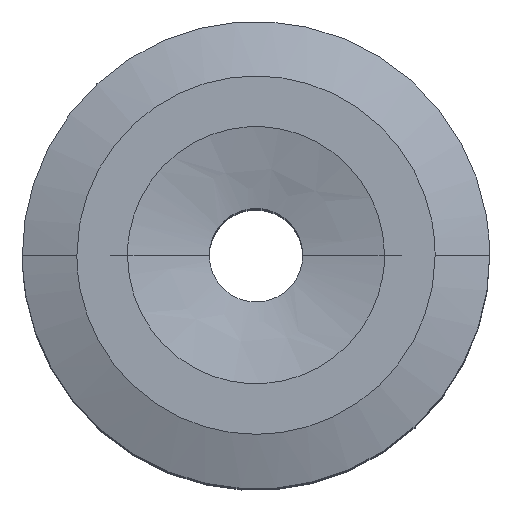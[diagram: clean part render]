
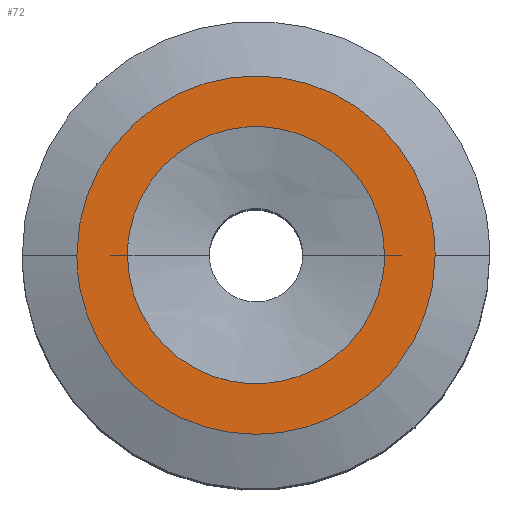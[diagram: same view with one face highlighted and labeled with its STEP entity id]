
A CAD part, top view. The second image highlights one B-rep face of the part: STEP entity #72.
In plain terms, the highlighted planar face has unit normal (0, 0, 1).
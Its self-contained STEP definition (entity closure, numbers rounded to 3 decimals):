
#16=FACE_BOUND('',#294,.T.);
#72=ADVANCED_FACE('',(#182,#16),#1342,.T.);
#182=FACE_OUTER_BOUND('',#293,.T.);
#293=EDGE_LOOP('',(#569,#570));
#294=EDGE_LOOP('',(#571,#572));
#569=ORIENTED_EDGE('',*,*,#901,.F.);
#570=ORIENTED_EDGE('',*,*,#896,.F.);
#571=ORIENTED_EDGE('',*,*,#956,.F.);
#572=ORIENTED_EDGE('',*,*,#897,.F.);
#896=EDGE_CURVE('',#1283,#1285,#1063,.T.);
#897=EDGE_CURVE('',#1284,#1314,#1064,.T.);
#901=EDGE_CURVE('',#1285,#1283,#1067,.T.);
#956=EDGE_CURVE('',#1314,#1284,#1122,.T.);
#1063=(
BOUNDED_CURVE()
B_SPLINE_CURVE(2,(#3051,#3052,#3053,#3054,#3055),.UNSPECIFIED.,.F.,.F.)
B_SPLINE_CURVE_WITH_KNOTS((3,2,3),(0.,23.562,47.124),
 .UNSPECIFIED.)
CURVE()
GEOMETRIC_REPRESENTATION_ITEM()
RATIONAL_B_SPLINE_CURVE((1.,0.707,1.,0.707,1.))
REPRESENTATION_ITEM('')
);
#1064=(
BOUNDED_CURVE()
B_SPLINE_CURVE(2,(#3056,#3057,#3058,#3059,#3060),.UNSPECIFIED.,.F.,.F.)
B_SPLINE_CURVE_WITH_KNOTS((3,2,3),(-94.248,-70.686,
-47.124),.UNSPECIFIED.)
CURVE()
GEOMETRIC_REPRESENTATION_ITEM()
RATIONAL_B_SPLINE_CURVE((1.,0.707,1.,0.707,1.))
REPRESENTATION_ITEM('')
);
#1067=(
BOUNDED_CURVE()
B_SPLINE_CURVE(2,(#3070,#3071,#3072,#3073,#3074),.UNSPECIFIED.,.F.,.F.)
B_SPLINE_CURVE_WITH_KNOTS((3,2,3),(47.124,70.686,94.248),
 .UNSPECIFIED.)
CURVE()
GEOMETRIC_REPRESENTATION_ITEM()
RATIONAL_B_SPLINE_CURVE((1.,0.707,1.,0.707,1.))
REPRESENTATION_ITEM('')
);
#1122=(
BOUNDED_CURVE()
B_SPLINE_CURVE(2,(#3264,#3265,#3266,#3267,#3268),.UNSPECIFIED.,.F.,.F.)
B_SPLINE_CURVE_WITH_KNOTS((3,2,3),(-47.124,-23.562,
0.),.UNSPECIFIED.)
CURVE()
GEOMETRIC_REPRESENTATION_ITEM()
RATIONAL_B_SPLINE_CURVE((1.,0.707,1.,0.707,1.))
REPRESENTATION_ITEM('')
);
#1283=VERTEX_POINT('',#2617);
#1284=VERTEX_POINT('',#2618);
#1285=VERTEX_POINT('',#2619);
#1314=VERTEX_POINT('',#2648);
#1342=PLANE('',#1472);
#1472=AXIS2_PLACEMENT_3D('',#2022,#1477,$);
#1477=DIRECTION('',(0.,0.,1.));
#2022=CARTESIAN_POINT('',(22.,-19.,57.));
#2617=CARTESIAN_POINT('',(9.37,0.,57.));
#2618=CARTESIAN_POINT('',(6.722,0.,57.));
#2619=CARTESIAN_POINT('',(-9.37,0.,57.));
#2648=CARTESIAN_POINT('',(-6.722,0.,57.));
#3051=CARTESIAN_POINT('',(9.37,0.,57.));
#3052=CARTESIAN_POINT('',(9.37,-9.37,57.));
#3053=CARTESIAN_POINT('',(0.,-9.37,57.));
#3054=CARTESIAN_POINT('',(-9.37,-9.37,57.));
#3055=CARTESIAN_POINT('',(-9.37,0.,57.));
#3056=CARTESIAN_POINT('',(6.722,0.,57.));
#3057=CARTESIAN_POINT('',(6.722,6.722,57.));
#3058=CARTESIAN_POINT('',(0.,6.722,57.));
#3059=CARTESIAN_POINT('',(-6.722,6.722,57.));
#3060=CARTESIAN_POINT('',(-6.722,0.,57.));
#3070=CARTESIAN_POINT('',(-9.37,0.,57.));
#3071=CARTESIAN_POINT('',(-9.37,9.37,57.));
#3072=CARTESIAN_POINT('',(0.,9.37,57.));
#3073=CARTESIAN_POINT('',(9.37,9.37,57.));
#3074=CARTESIAN_POINT('',(9.37,0.,57.));
#3264=CARTESIAN_POINT('',(-6.722,0.,57.));
#3265=CARTESIAN_POINT('',(-6.722,-6.722,57.));
#3266=CARTESIAN_POINT('',(0.,-6.722,57.));
#3267=CARTESIAN_POINT('',(6.722,-6.722,57.));
#3268=CARTESIAN_POINT('',(6.722,0.,57.));
